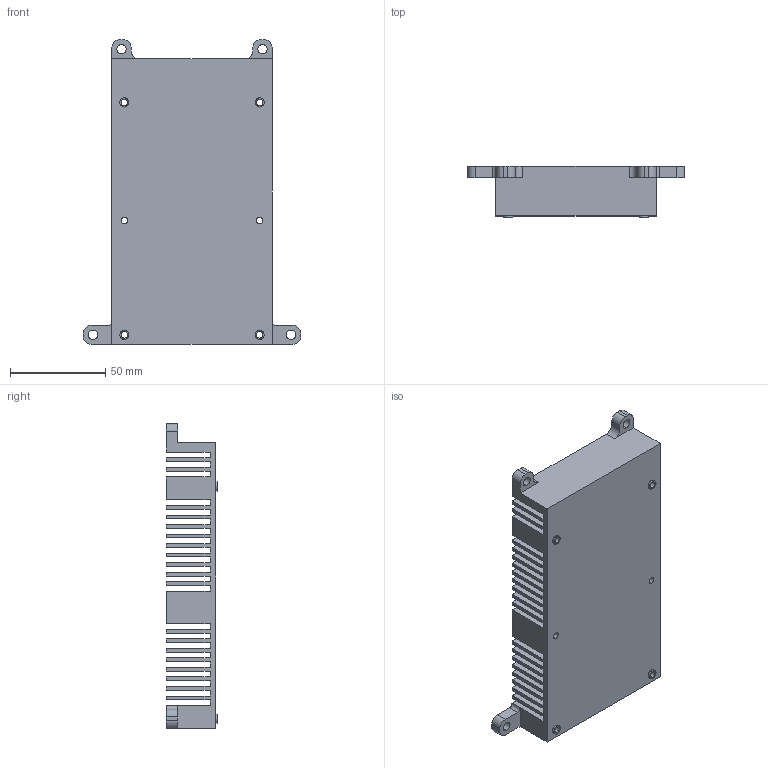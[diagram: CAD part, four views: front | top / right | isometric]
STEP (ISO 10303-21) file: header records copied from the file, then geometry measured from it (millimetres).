
FILE_DESCRIPTION (( 'STEP AP203' ), '1' );
FILE_NAME ('aw8-056-234.STEP', '2020-07-08T10:28:30', ( 'zhang' ), ( '' ), 'SwSTEP 2.0', 'SolidWorks 2016', '' );
FILE_SCHEMA (( 'CONFIG_CONTROL_DESIGN' ));
Length unit declared in the file: millimetre
Products named in the file (1): aw8-056-234
Bounding box: 114 x 27 x 160 mm (x, y, z)
Volume: 137067.3 mm3; surface area: 112254.9 mm2
Topology: 1 solids, 1 shells, 190 faces, 526 edges, 350 vertices
Faces by surface type: plane 130, cylinder 60
Entity records: 6171 total; most frequent: CARTESIAN_POINT 1067, ORIENTED_EDGE 1052, DIRECTION 1028, EDGE_CURVE 526, VECTOR 406, LINE 406, VERTEX_POINT 350, AXIS2_PLACEMENT_3D 311
